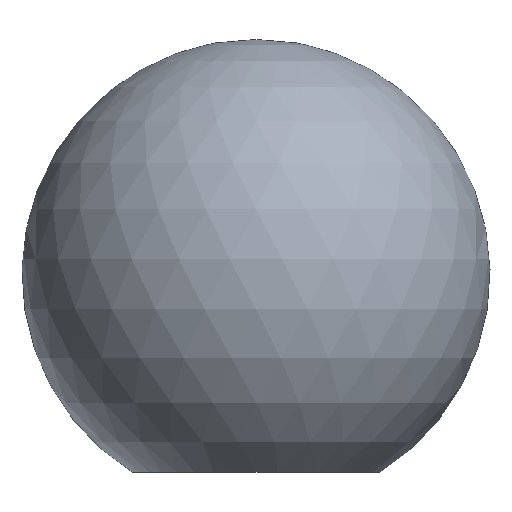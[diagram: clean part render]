
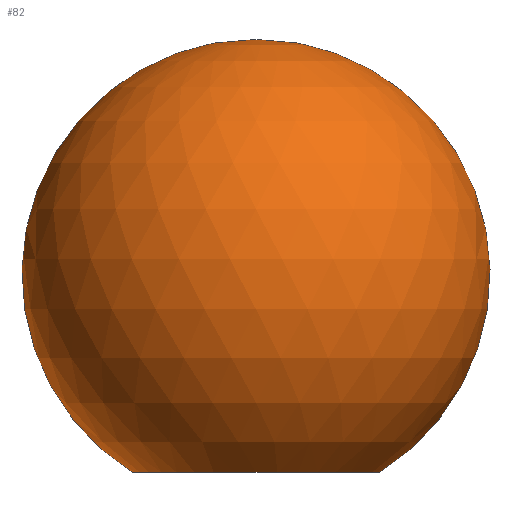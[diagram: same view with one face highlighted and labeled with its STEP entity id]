
A CAD part, front view. The second image highlights one B-rep face of the part: STEP entity #82.
In plain terms, the highlighted spherical face has radius 20 mm.
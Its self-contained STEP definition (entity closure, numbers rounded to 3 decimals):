
#76=EDGE_CURVE('',#98,#116,#166,.T.);
#82=ADVANCED_FACE('',(#173),#174,.T.);
#98=VERTEX_POINT('',#193);
#100=EDGE_CURVE('',#98,#124,#195,.T.);
#104=EDGE_CURVE('',#124,#116,#200,.T.);
#116=VERTEX_POINT('',#213);
#124=VERTEX_POINT('',#222);
#166=CIRCLE('',#262,10.536);
#173=FACE_OUTER_BOUND('',#270,.T.);
#174=SPHERICAL_SURFACE('',#271,20.0);
#193=CARTESIAN_POINT('',(10.536,0.,0.));
#195=CIRCLE('',#294,20.0);
#200=CIRCLE('',#300,20.0);
#213=CARTESIAN_POINT('',(-10.536,0.,0.));
#222=CARTESIAN_POINT('',(0.,0.,37.0));
#262=AXIS2_PLACEMENT_3D('',#366,#367,#368);
#270=EDGE_LOOP('',(#380,#381,#382));
#271=AXIS2_PLACEMENT_3D('',#383,#384,#385);
#294=AXIS2_PLACEMENT_3D('',#405,#406,#407);
#300=AXIS2_PLACEMENT_3D('',#415,#416,#417);
#366=CARTESIAN_POINT('',(0.,0.,0.));
#367=DIRECTION('',(0.0,0.0,-1.0));
#368=DIRECTION('',(1.0,0.,0.0));
#380=ORIENTED_EDGE('',*,*,#104,.T.);
#381=ORIENTED_EDGE('',*,*,#76,.F.);
#382=ORIENTED_EDGE('',*,*,#100,.T.);
#383=CARTESIAN_POINT('',(0.,0.,17.0));
#384=DIRECTION('',(0.0,0.0,-1.0));
#385=DIRECTION('',(-1.0,0.0,0.0));
#405=CARTESIAN_POINT('',(0.,0.,17.0));
#406=DIRECTION('',(0.,-1.0,0.0));
#407=DIRECTION('',(0.0,0.0,1.0));
#415=CARTESIAN_POINT('',(0.,0.,17.0));
#416=DIRECTION('',(0.,-1.0,0.0));
#417=DIRECTION('',(0.0,0.0,1.0));
